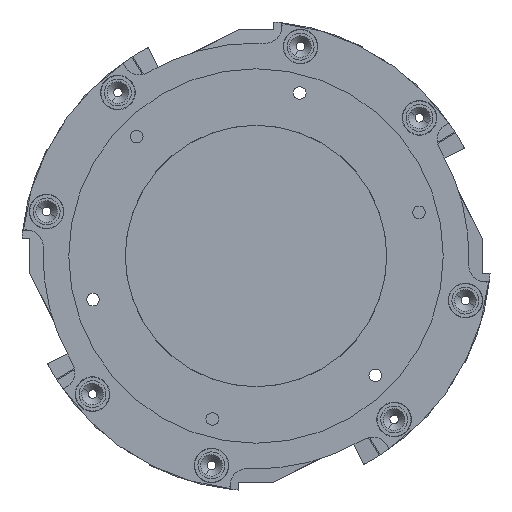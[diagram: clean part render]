
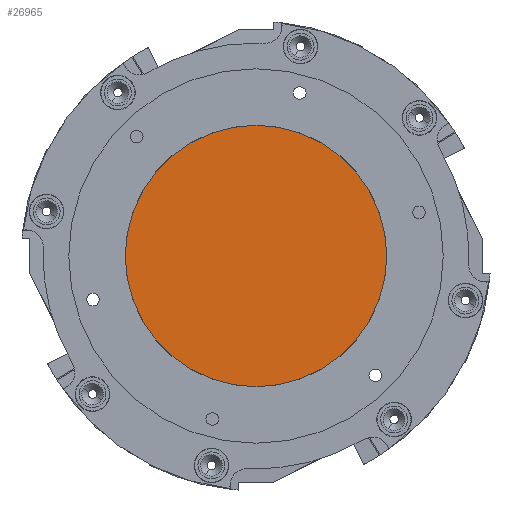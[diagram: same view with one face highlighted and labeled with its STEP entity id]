
A CAD part, front view. The second image highlights one B-rep face of the part: STEP entity #26965.
In plain terms, the highlighted planar face has unit normal (0, -1, 0).
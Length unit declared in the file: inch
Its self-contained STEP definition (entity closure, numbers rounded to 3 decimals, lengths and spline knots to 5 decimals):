
#432 = AXIS2_PLACEMENT_3D ( 'NONE', #9410, #9412, #9403 ) ;
#440 = AXIS2_PLACEMENT_3D ( 'NONE', #9313, #9300, #9298 ) ;
#7944 = CARTESIAN_POINT ( 'NONE',  ( 0.5, 0.04, 0. ) ) ;
#9298 = DIRECTION ( 'NONE',  ( -1., 0., 0. ) ) ;
#9300 = DIRECTION ( 'NONE',  ( 0., -1., 0. ) ) ;
#9313 = CARTESIAN_POINT ( 'NONE',  ( 0., 0.04, 0. ) ) ;
#9403 = DIRECTION ( 'NONE',  ( -1., 0., 0. ) ) ;
#9410 = CARTESIAN_POINT ( 'NONE',  ( 0., 0.04, 0. ) ) ;
#9412 = DIRECTION ( 'NONE',  ( 0., -1., 0. ) ) ;
#11793 = EDGE_CURVE ( 'NONE', #23996, #24142, #16529, .T. ) ;
#11804 = EDGE_CURVE ( 'NONE', #24142, #23996, #16542, .T. ) ;
#14550 = AXIS2_PLACEMENT_3D ( 'NONE', #30251, #30240, #30239 ) ;
#16529 = CIRCLE ( 'NONE', #432, 0.5 ) ;
#16542 = CIRCLE ( 'NONE', #440, 0.5 ) ;
#19955 = CARTESIAN_POINT ( 'NONE',  ( -0.5, 0.04, 0. ) ) ;
#22421 = EDGE_LOOP ( 'NONE', ( #30836, #30835 ) ) ;
#23996 = VERTEX_POINT ( 'NONE', #7944 ) ;
#24142 = VERTEX_POINT ( 'NONE', #19955 ) ;
#24915 = FACE_OUTER_BOUND ( 'NONE', #22421, .T. ) ;
#26965 = ADVANCED_FACE ( 'NONE', ( #24915 ), #30250, .T. ) ;
#30239 = DIRECTION ( 'NONE',  ( -1., 0., 0. ) ) ;
#30240 = DIRECTION ( 'NONE',  ( 0., -1., 0. ) ) ;
#30250 = PLANE ( 'NONE',  #14550 ) ;
#30251 = CARTESIAN_POINT ( 'NONE',  ( 0., 0.04, 0. ) ) ;
#30835 = ORIENTED_EDGE ( 'NONE', *, *, #11804, .T. ) ;
#30836 = ORIENTED_EDGE ( 'NONE', *, *, #11793, .T. ) ;
